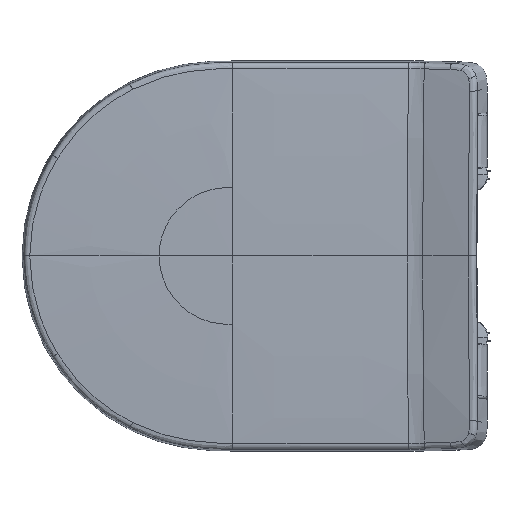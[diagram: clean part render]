
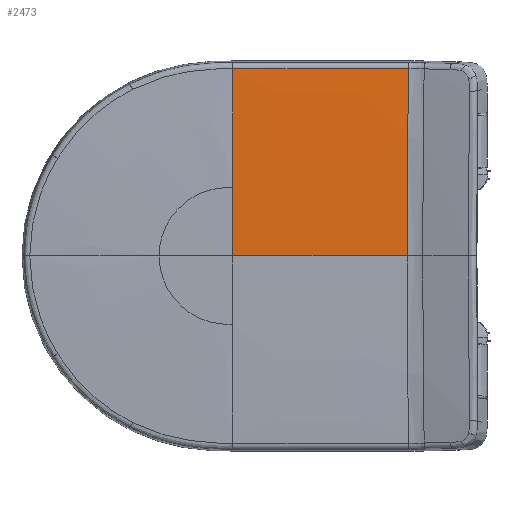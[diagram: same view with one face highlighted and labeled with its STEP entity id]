
A CAD part, top view. The second image highlights one B-rep face of the part: STEP entity #2473.
In plain terms, the highlighted free-form (B-spline) face has degree [6, 4] with [7, 5] control points.
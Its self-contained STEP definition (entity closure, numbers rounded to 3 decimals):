
#381=LINE('',#15825,#726);
#726=VECTOR('',#14165,1.);
#1104=B_SPLINE_SURFACE_WITH_KNOTS('',6,4,((#15826,#15827,#15828,#15829,
#15830),(#15831,#15832,#15833,#15834,#15835),(#15836,#15837,#15838,#15839,
#15840),(#15841,#15842,#15843,#15844,#15845),(#15846,#15847,#15848,#15849,
#15850),(#15851,#15852,#15853,#15854,#15855),(#15856,#15857,#15858,#15859,
#15860)),.UNSPECIFIED.,.F.,.F.,.F.,(7,7),(5,5),(0.,1.),(0.,1.),
 .UNSPECIFIED.);
#1656=FACE_OUTER_BOUND('',#3446,.T.);
#2473=ADVANCED_FACE('NONE',(#1656),#1104,.T.);
#3446=EDGE_LOOP('',(#5802,#5803,#5804,#5805,#5806,#5807));
#4300=B_SPLINE_CURVE_WITH_KNOTS('',6,(#15781,#15782,#15783,#15784,#15785,
#15786,#15787),.UNSPECIFIED.,.F.,.F.,(7,7),(0.,1.),.UNSPECIFIED.);
#4301=B_SPLINE_CURVE_WITH_KNOTS('',4,(#15790,#15791,#15792,#15793,#15794),
 .UNSPECIFIED.,.F.,.F.,(5,5),(0.,1.),.UNSPECIFIED.);
#4302=B_SPLINE_CURVE_WITH_KNOTS('',7,(#15796,#15797,#15798,#15799,#15800,
#15801,#15802,#15803,#15804,#15805,#15806,#15807,#15808,#15809,#15810),
 .UNSPECIFIED.,.F.,.F.,(8,7,8),(0.,1.,1.),.UNSPECIFIED.);
#4303=B_SPLINE_CURVE_WITH_KNOTS('',3,(#15812,#15813,#15814,#15815),
 .UNSPECIFIED.,.F.,.F.,(4,4),(0.,1.),.UNSPECIFIED.);
#4304=B_SPLINE_CURVE_WITH_KNOTS('',6,(#15817,#15818,#15819,#15820,#15821,
#15822,#15823),.UNSPECIFIED.,.F.,.F.,(7,7),(0.,1.),.UNSPECIFIED.);
#5802=ORIENTED_EDGE('',*,*,#11300,.F.);
#5803=ORIENTED_EDGE('',*,*,#11301,.T.);
#5804=ORIENTED_EDGE('',*,*,#11302,.F.);
#5805=ORIENTED_EDGE('',*,*,#11303,.F.);
#5806=ORIENTED_EDGE('',*,*,#11304,.T.);
#5807=ORIENTED_EDGE('',*,*,#11305,.T.);
#9994=VERTEX_POINT('',#15788);
#9995=VERTEX_POINT('',#15789);
#9996=VERTEX_POINT('',#15795);
#9997=VERTEX_POINT('',#15811);
#9998=VERTEX_POINT('',#15816);
#9999=VERTEX_POINT('',#15824);
#11300=EDGE_CURVE('NONE',#9994,#9995,#4300,.T.);
#11301=EDGE_CURVE('',#9994,#9996,#4301,.T.);
#11302=EDGE_CURVE('NONE',#9997,#9996,#4302,.T.);
#11303=EDGE_CURVE('NONE',#9998,#9997,#4303,.T.);
#11304=EDGE_CURVE('NONE',#9998,#9999,#4304,.T.);
#11305=EDGE_CURVE('NONE',#9999,#9995,#381,.T.);
#14165=DIRECTION('',(0.001,-1.,0.006));
#15781=CARTESIAN_POINT('',(-227.499,0.,8.888));
#15782=CARTESIAN_POINT('',(-227.499,10.589,8.888));
#15783=CARTESIAN_POINT('',(-227.499,21.014,8.879));
#15784=CARTESIAN_POINT('',(-227.499,31.72,8.862));
#15785=CARTESIAN_POINT('',(-227.499,42.772,8.832));
#15786=CARTESIAN_POINT('',(-227.499,54.063,8.785));
#15787=CARTESIAN_POINT('',(-227.498,65.437,8.715));
#15788=CARTESIAN_POINT('',(-227.499,0.,8.888));
#15789=CARTESIAN_POINT('',(-227.498,65.437,8.715));
#15790=CARTESIAN_POINT('',(-227.499,0.,8.888));
#15791=CARTESIAN_POINT('',(-190.042,0.,9.011));
#15792=CARTESIAN_POINT('',(-146.904,0.,9.118));
#15793=CARTESIAN_POINT('',(-103.593,0.,9.223));
#15794=CARTESIAN_POINT('',(-60.468,0.,9.319));
#15795=CARTESIAN_POINT('',(-60.468,0.,9.319));
#15796=CARTESIAN_POINT('',(-59.218,179.082,6.214));
#15797=CARTESIAN_POINT('',(-59.662,162.699,7.282));
#15798=CARTESIAN_POINT('',(-60.01,143.691,8.145));
#15799=CARTESIAN_POINT('',(-60.237,121.222,8.718));
#15800=CARTESIAN_POINT('',(-60.363,95.169,9.057));
#15801=CARTESIAN_POINT('',(-60.441,65.37,9.235));
#15802=CARTESIAN_POINT('',(-60.466,33.404,9.318));
#15803=CARTESIAN_POINT('',(-60.468,0.,9.319));
#15804=CARTESIAN_POINT('',(-60.468,0.,9.319));
#15805=CARTESIAN_POINT('',(-60.468,0.,9.319));
#15806=CARTESIAN_POINT('',(-60.468,0.,9.319));
#15807=CARTESIAN_POINT('',(-60.468,0.,9.319));
#15808=CARTESIAN_POINT('',(-60.468,0.,9.319));
#15809=CARTESIAN_POINT('',(-60.468,0.,9.319));
#15810=CARTESIAN_POINT('',(-60.468,0.,9.319));
#15811=CARTESIAN_POINT('',(-59.218,179.082,6.214));
#15812=CARTESIAN_POINT('',(-227.486,179.046,6.127));
#15813=CARTESIAN_POINT('',(-222.477,179.045,6.13));
#15814=CARTESIAN_POINT('',(-166.388,179.058,6.162));
#15815=CARTESIAN_POINT('',(-59.218,179.082,6.214));
#15816=CARTESIAN_POINT('',(-227.486,179.046,6.127));
#15817=CARTESIAN_POINT('',(-227.486,179.046,6.127));
#15818=CARTESIAN_POINT('',(-227.49,164.376,6.861));
#15819=CARTESIAN_POINT('',(-227.493,148.055,7.536));
#15820=CARTESIAN_POINT('',(-227.496,129.577,8.036));
#15821=CARTESIAN_POINT('',(-227.497,108.612,8.37));
#15822=CARTESIAN_POINT('',(-227.498,86.884,8.584));
#15823=CARTESIAN_POINT('',(-227.498,65.447,8.715));
#15824=CARTESIAN_POINT('',(-227.498,65.447,8.715));
#15825=CARTESIAN_POINT('',(-227.498,65.442,8.715));
#15826=CARTESIAN_POINT('',(-59.336,0.,9.322));
#15827=CARTESIAN_POINT('',(-102.74,0.,9.225));
#15828=CARTESIAN_POINT('',(-146.337,0.,9.119));
#15829=CARTESIAN_POINT('',(-189.797,0.,9.012));
#15830=CARTESIAN_POINT('',(-227.499,0.,8.888));
#15831=CARTESIAN_POINT('',(-59.336,30.741,9.322));
#15832=CARTESIAN_POINT('',(-102.74,30.74,9.225));
#15833=CARTESIAN_POINT('',(-146.337,30.74,9.119));
#15834=CARTESIAN_POINT('',(-189.797,30.74,9.012));
#15835=CARTESIAN_POINT('',(-227.499,30.739,8.888));
#15836=CARTESIAN_POINT('',(-59.309,60.097,9.245));
#15837=CARTESIAN_POINT('',(-102.723,60.097,9.145));
#15838=CARTESIAN_POINT('',(-146.331,60.096,9.039));
#15839=CARTESIAN_POINT('',(-189.8,60.095,8.932));
#15840=CARTESIAN_POINT('',(-227.499,60.095,8.813));
#15841=CARTESIAN_POINT('',(-59.254,98.992,9.097));
#15842=CARTESIAN_POINT('',(-102.684,98.991,8.995));
#15843=CARTESIAN_POINT('',(-146.307,98.99,8.888));
#15844=CARTESIAN_POINT('',(-189.791,98.988,8.781));
#15845=CARTESIAN_POINT('',(-227.498,98.987,8.665));
#15846=CARTESIAN_POINT('',(-59.091,131.074,8.655));
#15847=CARTESIAN_POINT('',(-102.562,131.072,8.551));
#15848=CARTESIAN_POINT('',(-146.228,131.071,8.444));
#15849=CARTESIAN_POINT('',(-189.755,131.069,8.337));
#15850=CARTESIAN_POINT('',(-227.497,131.068,8.224));
#15851=CARTESIAN_POINT('',(-58.719,157.42,7.65));
#15852=CARTESIAN_POINT('',(-102.284,157.418,7.545));
#15853=CARTESIAN_POINT('',(-146.044,157.416,7.438));
#15854=CARTESIAN_POINT('',(-189.664,157.414,7.33));
#15855=CARTESIAN_POINT('',(-227.492,157.412,7.22));
#15856=CARTESIAN_POINT('',(-58.155,179.888,6.162));
#15857=CARTESIAN_POINT('',(-101.862,179.888,6.143));
#15858=CARTESIAN_POINT('',(-145.762,179.887,6.124));
#15859=CARTESIAN_POINT('',(-189.524,179.887,6.104));
#15860=CARTESIAN_POINT('',(-227.486,179.887,6.084));
